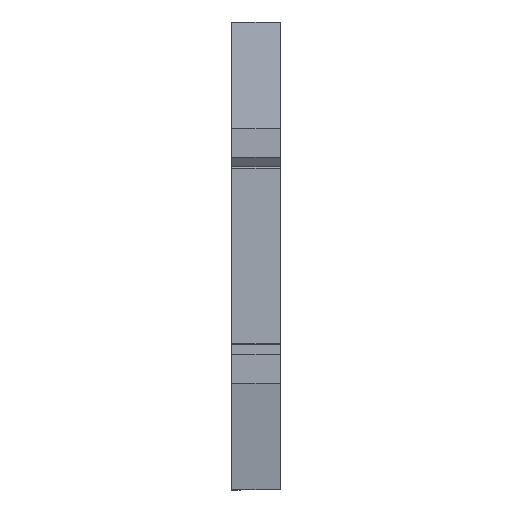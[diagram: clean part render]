
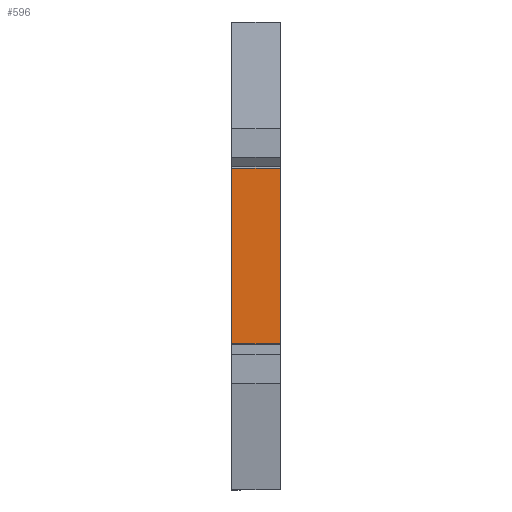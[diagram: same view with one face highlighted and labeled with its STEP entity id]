
A CAD part, top view. The second image highlights one B-rep face of the part: STEP entity #596.
In plain terms, the highlighted planar face has unit normal (0, 0, 1).
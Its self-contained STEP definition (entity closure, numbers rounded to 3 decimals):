
#596=ADVANCED_FACE('',(#1478),#1479,.T.);
#1478=FACE_OUTER_BOUND('',#2654,.T.);
#1479=PLANE('',#2655);
#2654=EDGE_LOOP('',(#4681,#4682,#4683,#4684));
#2655=AXIS2_PLACEMENT_3D('',#4685,#4686,#4687);
#4681=ORIENTED_EDGE('',*,*,#8048,.T.);
#4682=ORIENTED_EDGE('',*,*,#7837,.F.);
#4683=ORIENTED_EDGE('',*,*,#8049,.F.);
#4684=ORIENTED_EDGE('',*,*,#7602,.F.);
#4685=CARTESIAN_POINT('',(0.0,42.5,63.8));
#4686=DIRECTION('',(0.0,0.0,1.0));
#4687=DIRECTION('',(0.0,-1.0,0.0));
#7602=EDGE_CURVE('',#9094,#9096,#9097,.T.);
#7837=EDGE_CURVE('',#9530,#9462,#9532,.T.);
#8048=EDGE_CURVE('',#9094,#9462,#9820,.T.);
#8049=EDGE_CURVE('',#9096,#9530,#9821,.T.);
#9094=VERTEX_POINT('',#11276);
#9096=VERTEX_POINT('',#11279);
#9097=LINE('',#11280,#11281);
#9462=VERTEX_POINT('',#11887);
#9530=VERTEX_POINT('',#11986);
#9532=LINE('',#11989,#11990);
#9820=LINE('',#12443,#12444);
#9821=LINE('',#12445,#12446);
#11276=CARTESIAN_POINT('',(0.0,26.6,63.8));
#11279=CARTESIAN_POINT('',(0.0,58.4,63.8));
#11280=CARTESIAN_POINT('',(0.0,26.6,63.8));
#11281=VECTOR('',#14892,1.0);
#11887=CARTESIAN_POINT('',(8.8,26.6,63.8));
#11986=CARTESIAN_POINT('',(8.8,58.4,63.8));
#11989=CARTESIAN_POINT('',(8.8,58.4,63.8));
#11990=VECTOR('',#15120,1.0);
#12443=CARTESIAN_POINT('',(0.0,26.6,63.8));
#12444=VECTOR('',#15289,1.0);
#12445=CARTESIAN_POINT('',(0.0,58.4,63.8));
#12446=VECTOR('',#15290,1.0);
#14892=DIRECTION('',(0.0,1.0,0.0));
#15120=DIRECTION('',(0.0,-1.0,0.0));
#15289=DIRECTION('',(1.0,0.0,0.0));
#15290=DIRECTION('',(1.0,0.0,0.0));
